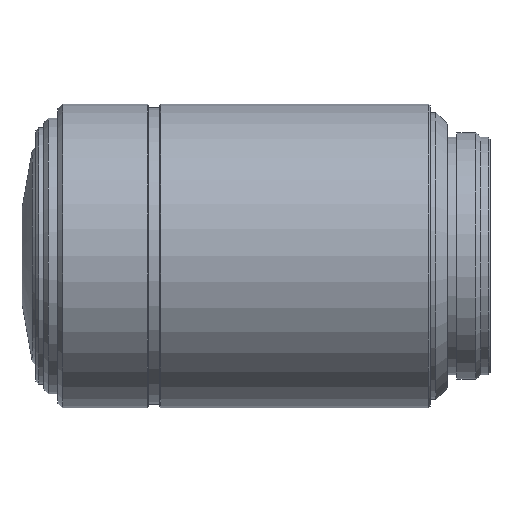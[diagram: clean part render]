
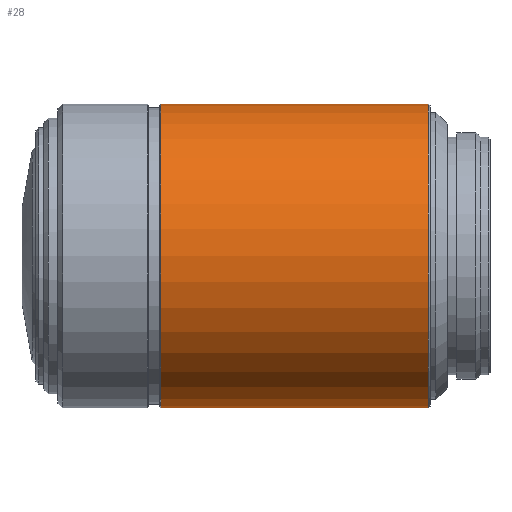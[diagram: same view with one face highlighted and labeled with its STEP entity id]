
A CAD part, top view. The second image highlights one B-rep face of the part: STEP entity #28.
In plain terms, the highlighted cylindrical face has radius 16 mm (diameter 32 mm), a partial arc.
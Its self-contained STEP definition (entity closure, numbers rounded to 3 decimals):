
#28 = ADVANCED_FACE ( 'NONE', ( #1151 ), #609, .T. ) ;
#58 = CARTESIAN_POINT ( 'NONE',  ( 43., 0., 0. ) ) ;
#109 = AXIS2_PLACEMENT_3D ( 'NONE', #876, #769, #664 ) ;
#119 = CARTESIAN_POINT ( 'NONE',  ( 43., -16., 0. ) ) ;
#130 = ORIENTED_EDGE ( 'NONE', *, *, #416, .T. ) ;
#163 = DIRECTION ( 'NONE',  ( 1., 0., 0. ) ) ;
#286 = EDGE_CURVE ( 'NONE', #1363, #718, #688, .T. ) ;
#335 = EDGE_CURVE ( 'NONE', #1316, #1177, #465, .T. ) ;
#340 = VECTOR ( 'NONE', #747, 1000. ) ;
#365 = CARTESIAN_POINT ( 'NONE',  ( 43., 16., 0. ) ) ;
#379 = ORIENTED_EDGE ( 'NONE', *, *, #754, .F. ) ;
#396 = DIRECTION ( 'NONE',  ( 0., -1., 0. ) ) ;
#416 = EDGE_CURVE ( 'NONE', #718, #1177, #1241, .T. ) ;
#465 = CIRCLE ( 'NONE', #645, 16. ) ;
#495 = ORIENTED_EDGE ( 'NONE', *, *, #335, .F. ) ;
#595 = LINE ( 'NONE', #803, #340 ) ;
#609 = CYLINDRICAL_SURFACE ( 'NONE', #1111, 16. ) ;
#645 = AXIS2_PLACEMENT_3D ( 'NONE', #58, #163, #997 ) ;
#664 = DIRECTION ( 'NONE',  ( 0., 1., 0. ) ) ;
#688 = CIRCLE ( 'NONE', #109, 16. ) ;
#718 = VERTEX_POINT ( 'NONE', #1131 ) ;
#747 = DIRECTION ( 'NONE',  ( 1., 0., 0. ) ) ;
#754 = EDGE_CURVE ( 'NONE', #1363, #1316, #595, .T. ) ;
#759 = EDGE_LOOP ( 'NONE', ( #130, #495, #379, #1076 ) ) ;
#769 = DIRECTION ( 'NONE',  ( 1., 0., 0. ) ) ;
#803 = CARTESIAN_POINT ( 'NONE',  ( 28.9, 16., 0. ) ) ;
#876 = CARTESIAN_POINT ( 'NONE',  ( 14.8, 0., 0. ) ) ;
#922 = CARTESIAN_POINT ( 'NONE',  ( 28.9, -16., 0. ) ) ;
#924 = DIRECTION ( 'NONE',  ( 1., 0., 0. ) ) ;
#974 = CARTESIAN_POINT ( 'NONE',  ( 14.8, 16., 0. ) ) ;
#997 = DIRECTION ( 'NONE',  ( 0., 1., 0. ) ) ;
#1076 = ORIENTED_EDGE ( 'NONE', *, *, #286, .T. ) ;
#1111 = AXIS2_PLACEMENT_3D ( 'NONE', #1358, #924, #396 ) ;
#1131 = CARTESIAN_POINT ( 'NONE',  ( 14.8, -16., 0. ) ) ;
#1151 = FACE_OUTER_BOUND ( 'NONE', #759, .T. ) ;
#1158 = VECTOR ( 'NONE', #1332, 1000. ) ;
#1177 = VERTEX_POINT ( 'NONE', #119 ) ;
#1241 = LINE ( 'NONE', #922, #1158 ) ;
#1316 = VERTEX_POINT ( 'NONE', #365 ) ;
#1332 = DIRECTION ( 'NONE',  ( 1., 0., 0. ) ) ;
#1358 = CARTESIAN_POINT ( 'NONE',  ( 28.9, 0., 0. ) ) ;
#1363 = VERTEX_POINT ( 'NONE', #974 ) ;
